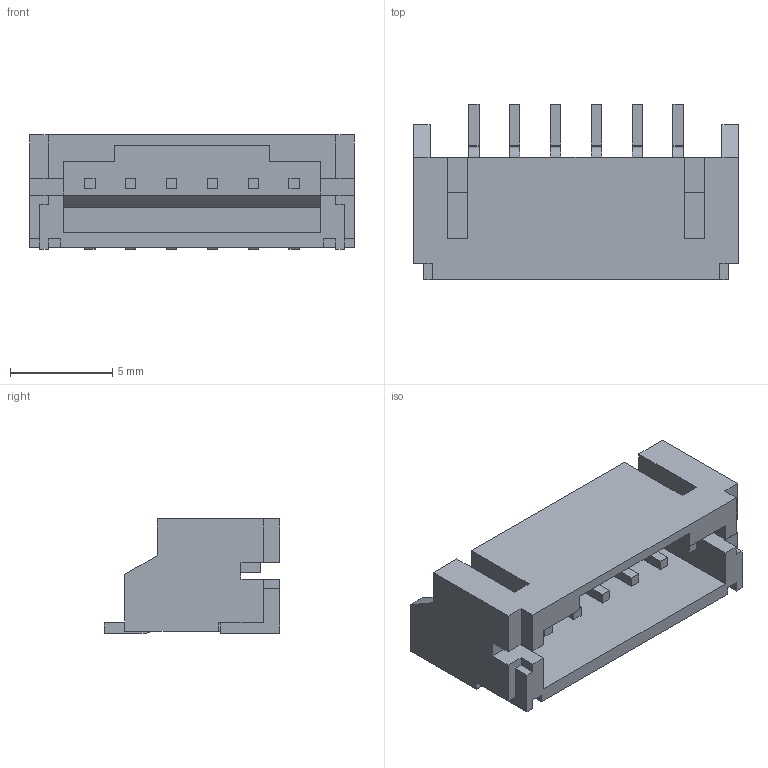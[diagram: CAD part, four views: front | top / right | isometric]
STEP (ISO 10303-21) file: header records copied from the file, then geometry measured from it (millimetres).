
FILE_DESCRIPTION(('FreeCAD Model'),'2;1');
FILE_NAME('JST_PH_S6B-PH-SM4-TB_1x06_1MP_P2_00mm_Horizontal.step', '2019-10-14T18:06:39',('kicad StepUp'),('ksu MCAD'), 'Open CASCADE STEP processor 7.3','FreeCAD','Unknown');
FILE_SCHEMA(('AUTOMOTIVE_DESIGN { 1 0 10303 214 1 1 1 1 }'));
Length unit declared in the file: millimetre
Products named in the file (1): JST_PH_S6B-PH-SM4-TB_1x06_1MP_P2_00mm_Horizontal
Bounding box: 15.9 x 8.6 x 5.6 mm (x, y, z)
Volume: 297.9 mm3; surface area: 721.7 mm2
Topology: 1 solids, 1 shells, 144 faces, 400 edges, 266 vertices
Faces by surface type: plane 126, cylinder 18
Entity records: 5574 total; most frequent: CARTESIAN_POINT 811, ORIENTED_EDGE 800, DIRECTION 726, EDGE_CURVE 400, LINE 364, VECTOR 364, VERTEX_POINT 266, AXIS2_PLACEMENT_3D 181
